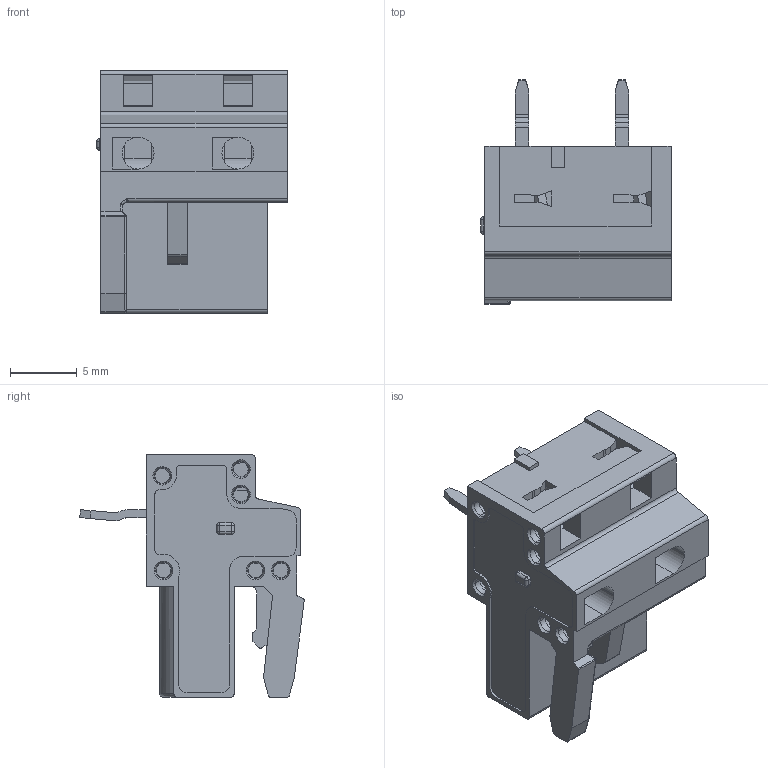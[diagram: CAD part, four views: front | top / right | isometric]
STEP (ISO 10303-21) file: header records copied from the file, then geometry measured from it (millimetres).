
FILE_DESCRIPTION((''),'2;1');
FILE_NAME('A75A','2020-06-18T',('Administrator'),(''),'PRO/ENGINEER BY PARAMETRIC TECHNOLOGY CORPORATION, 2010280','PRO/ENGINEER BY PARAMETRIC TECHNOLOGY CORPORATION, 2010280','');
FILE_SCHEMA(('CONFIG_CONTROL_DESIGN'));
Length unit declared in the file: millimetre
Products named in the file (1): A75A
Bounding box: 14.3 x 16.86 x 18.25 mm (x, y, z)
Volume: 1224.9 mm3; surface area: 2740.3 mm2
Topology: 1 solids, 19 shells, 906 faces, 2288 edges, 1402 vertices
Faces by surface type: plane 463, cylinder 275, cone 149, sphere 11, torus 4, bspline 4
Entity records: 27166 total; most frequent: CARTESIAN_POINT 5105, DIRECTION 4645, ORIENTED_EDGE 4556, EDGE_CURVE 2278, VECTOR 1579, LINE 1579, AXIS2_PLACEMENT_3D 1533, VERTEX_POINT 1402
